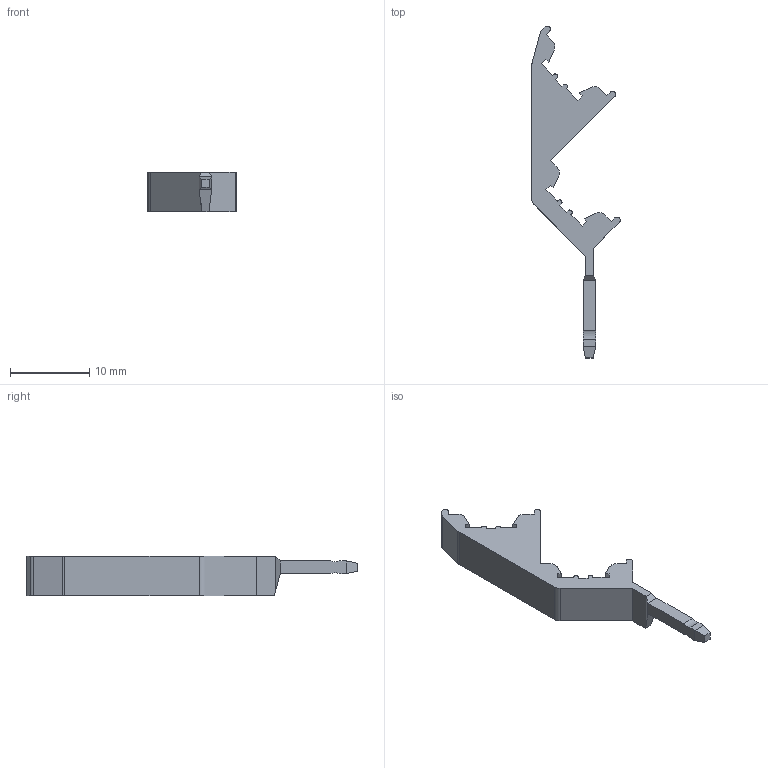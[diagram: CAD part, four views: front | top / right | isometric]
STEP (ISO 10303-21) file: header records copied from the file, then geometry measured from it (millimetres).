
FILE_DESCRIPTION((''),'2;1');
FILE_NAME('151561061561635','2023-10-26T',('dell'),(''),'PRO/ENGINEER BY PARAMETRIC TECHNOLOGY CORPORATION, 2013230','PRO/ENGINEER BY PARAMETRIC TECHNOLOGY CORPORATION, 2013230','');
FILE_SCHEMA(('AUTOMOTIVE_DESIGN { 1 0 10303 214 1 1 1 1 }'));
Length unit declared in the file: millimetre
Products named in the file (1): 151561061561635
Bounding box: 11.1 x 41.78 x 5 mm (x, y, z)
Volume: 647.1 mm3; surface area: 801.9 mm2
Topology: 1 solids, 1 shells, 74 faces, 212 edges, 140 vertices
Faces by surface type: plane 58, cylinder 16
Entity records: 2467 total; most frequent: CARTESIAN_POINT 428, ORIENTED_EDGE 424, DIRECTION 392, EDGE_CURVE 212, VECTOR 180, LINE 180, VERTEX_POINT 140, AXIS2_PLACEMENT_3D 106
